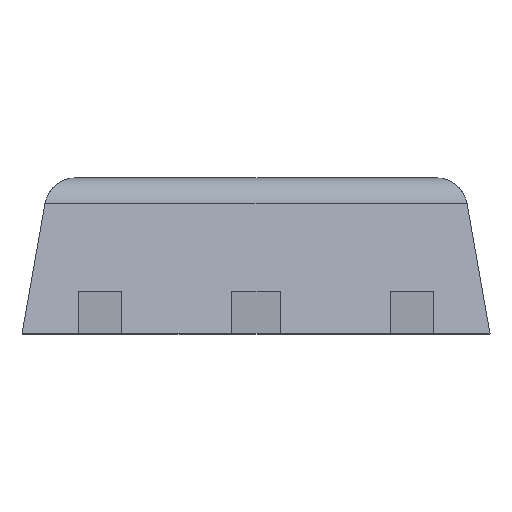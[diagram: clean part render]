
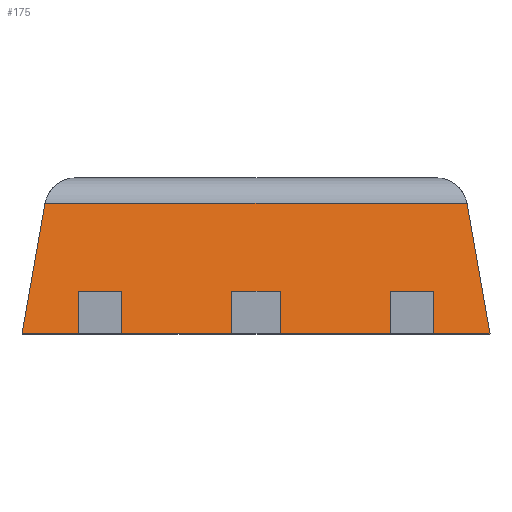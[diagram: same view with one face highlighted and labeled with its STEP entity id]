
A CAD part, top view. The second image highlights one B-rep face of the part: STEP entity #175.
In plain terms, the highlighted planar face has unit normal (0, 0.174, 0.985).
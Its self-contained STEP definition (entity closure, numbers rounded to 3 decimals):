
#8 = ORIENTED_EDGE ( 'NONE', *, *, #59, .T. ) ;
#50 = ORIENTED_EDGE ( 'NONE', *, *, #230, .T. ) ;
#54 = EDGE_CURVE ( 'NONE', #294, #330, #359, .T. ) ;
#55 = ORIENTED_EDGE ( 'NONE', *, *, #392, .F. ) ;
#59 = EDGE_CURVE ( 'NONE', #390, #163, #355, .T. ) ;
#60 = ORIENTED_EDGE ( 'NONE', *, *, #54, .T. ) ;
#80 = EDGE_CURVE ( 'NONE', #187, #81, #478, .T. ) ;
#81 = VERTEX_POINT ( 'NONE', #497 ) ;
#82 = ORIENTED_EDGE ( 'NONE', *, *, #83, .F. ) ;
#83 = EDGE_CURVE ( 'NONE', #84, #81, #496, .T. ) ;
#84 = VERTEX_POINT ( 'NONE', #492 ) ;
#85 = ORIENTED_EDGE ( 'NONE', *, *, #86, .T. ) ;
#86 = EDGE_CURVE ( 'NONE', #84, #425, #518, .T. ) ;
#93 = ORIENTED_EDGE ( 'NONE', *, *, #94, .T. ) ;
#94 = EDGE_CURVE ( 'NONE', #228, #207, #459, .T. ) ;
#131 = EDGE_LOOP ( 'NONE', ( #176, #177, #179, #180, #82, #85, #133, #134, #136, #145, #147, #60, #55, #8, #50, #93 ) ) ;
#133 = ORIENTED_EDGE ( 'NONE', *, *, #424, .T. ) ;
#134 = ORIENTED_EDGE ( 'NONE', *, *, #135, .T. ) ;
#135 = EDGE_CURVE ( 'NONE', #426, #445, #577, .T. ) ;
#136 = ORIENTED_EDGE ( 'NONE', *, *, #444, .F. ) ;
#145 = ORIENTED_EDGE ( 'NONE', *, *, #146, .T. ) ;
#146 = EDGE_CURVE ( 'NONE', #401, #293, #562, .T. ) ;
#147 = ORIENTED_EDGE ( 'NONE', *, *, #292, .T. ) ;
#151 = EDGE_CURVE ( 'NONE', #186, #187, #779, .T. ) ;
#163 = VERTEX_POINT ( 'NONE', #751 ) ;
#175 = ADVANCED_FACE ( 'NONE', ( #710 ), #739, .T. ) ;
#176 = ORIENTED_EDGE ( 'NONE', *, *, #195, .F. ) ;
#177 = ORIENTED_EDGE ( 'NONE', *, *, #178, .T. ) ;
#178 = EDGE_CURVE ( 'NONE', #204, #186, #738, .T. ) ;
#179 = ORIENTED_EDGE ( 'NONE', *, *, #151, .T. ) ;
#180 = ORIENTED_EDGE ( 'NONE', *, *, #80, .T. ) ;
#186 = VERTEX_POINT ( 'NONE', #682 ) ;
#187 = VERTEX_POINT ( 'NONE', #681 ) ;
#195 = EDGE_CURVE ( 'NONE', #204, #207, #669, .T. ) ;
#204 = VERTEX_POINT ( 'NONE', #632 ) ;
#207 = VERTEX_POINT ( 'NONE', #627 ) ;
#228 = VERTEX_POINT ( 'NONE', #652 ) ;
#230 = EDGE_CURVE ( 'NONE', #163, #228, #651, .T. ) ;
#250 = DIRECTION ( 'NONE',  ( 1., 0., 0. ) ) ;
#251 = VECTOR ( 'NONE', #250, 1000. ) ;
#252 = CARTESIAN_POINT ( 'NONE',  ( -0.75, 0.405, -0.521 ) ) ;
#292 = EDGE_CURVE ( 'NONE', #293, #294, #942, .T. ) ;
#293 = VERTEX_POINT ( 'NONE', #933 ) ;
#294 = VERTEX_POINT ( 'NONE', #932 ) ;
#330 = VERTEX_POINT ( 'NONE', #857 ) ;
#355 = LINE ( 'NONE', #252, #251 ) ;
#356 = DIRECTION ( 'NONE',  ( 1., 0., 0. ) ) ;
#357 = VECTOR ( 'NONE', #356, 1000. ) ;
#358 = CARTESIAN_POINT ( 'NONE',  ( 0.207, 0., -0.45 ) ) ;
#359 = LINE ( 'NONE', #358, #357 ) ;
#390 = VERTEX_POINT ( 'NONE', #895 ) ;
#392 = EDGE_CURVE ( 'NONE', #390, #330, #894, .T. ) ;
#401 = VERTEX_POINT ( 'NONE', #885 ) ;
#424 = EDGE_CURVE ( 'NONE', #425, #426, #871, .T. ) ;
#425 = VERTEX_POINT ( 'NONE', #867 ) ;
#426 = VERTEX_POINT ( 'NONE', #866 ) ;
#444 = EDGE_CURVE ( 'NONE', #401, #445, #785, .T. ) ;
#445 = VERTEX_POINT ( 'NONE', #780 ) ;
#453 = DIRECTION ( 'NONE',  ( 1., 0., 0. ) ) ;
#454 = VECTOR ( 'NONE', #453, 1000. ) ;
#455 = CARTESIAN_POINT ( 'NONE',  ( 0.207, 0., -0.45 ) ) ;
#459 = LINE ( 'NONE', #455, #454 ) ;
#475 = DIRECTION ( 'NONE',  ( 1., 0., 0. ) ) ;
#476 = VECTOR ( 'NONE', #475, 1000. ) ;
#477 = CARTESIAN_POINT ( 'NONE',  ( 0.207, 0., -0.45 ) ) ;
#478 = LINE ( 'NONE', #477, #476 ) ;
#492 = CARTESIAN_POINT ( 'NONE',  ( -0.207, 0.405, -0.521 ) ) ;
#493 = DIRECTION ( 'NONE',  ( 0., -0.985, 0.174 ) ) ;
#494 = VECTOR ( 'NONE', #493, 1000. ) ;
#495 = CARTESIAN_POINT ( 'NONE',  ( -0.207, 0., -0.45 ) ) ;
#496 = LINE ( 'NONE', #495, #494 ) ;
#497 = CARTESIAN_POINT ( 'NONE',  ( -0.207, 0., -0.45 ) ) ;
#515 = DIRECTION ( 'NONE',  ( 1., 0., 0. ) ) ;
#516 = VECTOR ( 'NONE', #515, 1000. ) ;
#517 = CARTESIAN_POINT ( 'NONE',  ( -0.75, 0.405, -0.521 ) ) ;
#518 = LINE ( 'NONE', #517, #516 ) ;
#558 = DIRECTION ( 'NONE',  ( 1., 0., 0. ) ) ;
#559 = VECTOR ( 'NONE', #558, 1000. ) ;
#560 = CARTESIAN_POINT ( 'NONE',  ( -0.75, 0.405, -0.521 ) ) ;
#562 = LINE ( 'NONE', #560, #559 ) ;
#571 = DIRECTION ( 'NONE',  ( 1., 0., 0. ) ) ;
#572 = VECTOR ( 'NONE', #571, 1000. ) ;
#573 = CARTESIAN_POINT ( 'NONE',  ( 0.207, 0., -0.45 ) ) ;
#577 = LINE ( 'NONE', #573, #572 ) ;
#627 = CARTESIAN_POINT ( 'NONE',  ( 3.75, 0., -0.45 ) ) ;
#632 = CARTESIAN_POINT ( 'NONE',  ( 3.529, 1.252, -0.671 ) ) ;
#648 = DIRECTION ( 'NONE',  ( 0., -0.985, 0.174 ) ) ;
#649 = VECTOR ( 'NONE', #648, 1000. ) ;
#650 = CARTESIAN_POINT ( 'NONE',  ( 3.208, 1.301, -0.679 ) ) ;
#651 = LINE ( 'NONE', #650, #649 ) ;
#652 = CARTESIAN_POINT ( 'NONE',  ( 3.208, 0., -0.45 ) ) ;
#666 = DIRECTION ( 'NONE',  ( 0.171, -0.97, 0.171 ) ) ;
#667 = VECTOR ( 'NONE', #666, 1000. ) ;
#668 = CARTESIAN_POINT ( 'NONE',  ( 3.75, 0., -0.45 ) ) ;
#669 = LINE ( 'NONE', #668, #667 ) ;
#681 = CARTESIAN_POINT ( 'NONE',  ( -0.75, 0., -0.45 ) ) ;
#682 = CARTESIAN_POINT ( 'NONE',  ( -0.529, 1.252, -0.671 ) ) ;
#710 = FACE_OUTER_BOUND ( 'NONE', #131, .T. ) ;
#731 = DIRECTION ( 'NONE',  ( -1., 0., 0. ) ) ;
#732 = VECTOR ( 'NONE', #731, 1000. ) ;
#733 = CARTESIAN_POINT ( 'NONE',  ( -0.486, 1.252, -0.671 ) ) ;
#734 = DIRECTION ( 'NONE',  ( 0., -0.985, 0.174 ) ) ;
#735 = DIRECTION ( 'NONE',  ( 0., 0.174, 0.985 ) ) ;
#736 = CARTESIAN_POINT ( 'NONE',  ( 0.207, 0., -0.45 ) ) ;
#737 = AXIS2_PLACEMENT_3D ( 'NONE', #736, #735, #734 ) ;
#738 = LINE ( 'NONE', #733, #732 ) ;
#739 = PLANE ( 'NONE',  #737 ) ;
#751 = CARTESIAN_POINT ( 'NONE',  ( 3.208, 0.405, -0.521 ) ) ;
#776 = DIRECTION ( 'NONE',  ( -0.171, -0.97, 0.171 ) ) ;
#777 = VECTOR ( 'NONE', #776, 1000. ) ;
#778 = CARTESIAN_POINT ( 'NONE',  ( -0.722, 0.159, -0.478 ) ) ;
#779 = LINE ( 'NONE', #778, #777 ) ;
#780 = CARTESIAN_POINT ( 'NONE',  ( 1.268, 0., -0.45 ) ) ;
#782 = DIRECTION ( 'NONE',  ( 0., -0.985, 0.174 ) ) ;
#783 = VECTOR ( 'NONE', #782, 1000. ) ;
#784 = CARTESIAN_POINT ( 'NONE',  ( 1.268, 0., -0.45 ) ) ;
#785 = LINE ( 'NONE', #784, #783 ) ;
#857 = CARTESIAN_POINT ( 'NONE',  ( 2.793, 0., -0.45 ) ) ;
#866 = CARTESIAN_POINT ( 'NONE',  ( 0.207, 0., -0.45 ) ) ;
#867 = CARTESIAN_POINT ( 'NONE',  ( 0.207, 0.405, -0.521 ) ) ;
#868 = DIRECTION ( 'NONE',  ( 0., -0.985, 0.174 ) ) ;
#869 = VECTOR ( 'NONE', #868, 1000. ) ;
#870 = CARTESIAN_POINT ( 'NONE',  ( 0.207, 1.301, -0.679 ) ) ;
#871 = LINE ( 'NONE', #870, #869 ) ;
#885 = CARTESIAN_POINT ( 'NONE',  ( 1.268, 0.405, -0.521 ) ) ;
#891 = DIRECTION ( 'NONE',  ( 0., -0.985, 0.174 ) ) ;
#892 = VECTOR ( 'NONE', #891, 1000. ) ;
#893 = CARTESIAN_POINT ( 'NONE',  ( 2.793, 0., -0.45 ) ) ;
#894 = LINE ( 'NONE', #893, #892 ) ;
#895 = CARTESIAN_POINT ( 'NONE',  ( 2.793, 0.405, -0.521 ) ) ;
#932 = CARTESIAN_POINT ( 'NONE',  ( 1.733, 0., -0.45 ) ) ;
#933 = CARTESIAN_POINT ( 'NONE',  ( 1.733, 0.405, -0.521 ) ) ;
#934 = DIRECTION ( 'NONE',  ( 0., -0.985, 0.174 ) ) ;
#935 = VECTOR ( 'NONE', #934, 1000. ) ;
#936 = CARTESIAN_POINT ( 'NONE',  ( 1.733, 1.455, -0.707 ) ) ;
#942 = LINE ( 'NONE', #936, #935 ) ;
